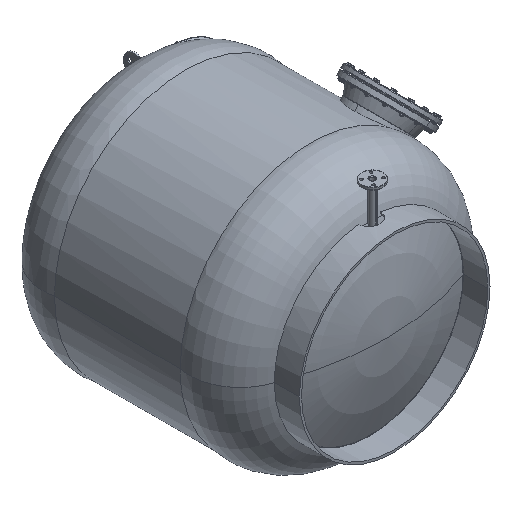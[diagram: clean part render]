
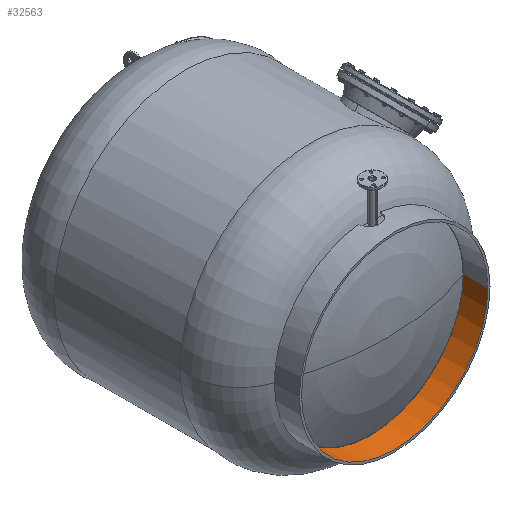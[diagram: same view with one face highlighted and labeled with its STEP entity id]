
A CAD part, isometric view. The second image highlights one B-rep face of the part: STEP entity #32563.
In plain terms, the highlighted cylindrical face has radius 650 mm (diameter 1300 mm), a partial arc.
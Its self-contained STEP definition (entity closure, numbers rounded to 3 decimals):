
#1127 = CARTESIAN_POINT ( 'NONE',  ( 15., 170.5, -665. ) ) ;
#2410 = AXIS2_PLACEMENT_3D ( 'NONE', #22179, #92404, #32916 ) ;
#7205 = LINE ( 'NONE', #14587, #74646 ) ;
#9362 = CARTESIAN_POINT ( 'NONE',  ( 665., 0., -665. ) ) ;
#10467 = DIRECTION ( 'NONE',  ( 0., -1., 0. ) ) ;
#14587 = CARTESIAN_POINT ( 'NONE',  ( 1315., 170.5, -665. ) ) ;
#14598 = ORIENTED_EDGE ( 'NONE', *, *, #93495, .F. ) ;
#15017 = CIRCLE ( 'NONE', #2410, 650. ) ;
#17816 = DIRECTION ( 'NONE',  ( 1., 0., 0. ) ) ;
#22179 = CARTESIAN_POINT ( 'NONE',  ( 665., 170.5, -665. ) ) ;
#23411 = AXIS2_PLACEMENT_3D ( 'NONE', #9362, #10467, #26293 ) ;
#24037 = CYLINDRICAL_SURFACE ( 'NONE', #23411, 650. ) ;
#26293 = DIRECTION ( 'NONE',  ( 1., 0., 0. ) ) ;
#26844 = DIRECTION ( 'NONE',  ( 0., 1., 0. ) ) ;
#27156 = DIRECTION ( 'NONE',  ( 0., -1., 0. ) ) ;
#27306 = VERTEX_POINT ( 'NONE', #107867 ) ;
#31795 = CARTESIAN_POINT ( 'NONE',  ( 15., 170.5, -665. ) ) ;
#31917 = EDGE_CURVE ( 'NONE', #27306, #100575, #75222, .T. ) ;
#32563 = ADVANCED_FACE ( 'NONE', ( #110587 ), #24037, .F. ) ;
#32916 = DIRECTION ( 'NONE',  ( 1., 0., 0. ) ) ;
#33145 = EDGE_CURVE ( 'NONE', #86152, #100575, #37818, .T. ) ;
#37818 = LINE ( 'NONE', #1127, #59738 ) ;
#37952 = CARTESIAN_POINT ( 'NONE',  ( 665., 1., -665. ) ) ;
#41745 = EDGE_CURVE ( 'NONE', #49461, #86152, #15017, .T. ) ;
#49461 = VERTEX_POINT ( 'NONE', #102402 ) ;
#50332 = CARTESIAN_POINT ( 'NONE',  ( 15., 1., -665. ) ) ;
#59087 = AXIS2_PLACEMENT_3D ( 'NONE', #37952, #26844, #17816 ) ;
#59738 = VECTOR ( 'NONE', #27156, 1000. ) ;
#60512 = ORIENTED_EDGE ( 'NONE', *, *, #31917, .F. ) ;
#60993 = EDGE_LOOP ( 'NONE', ( #76677, #78411, #60512, #14598 ) ) ;
#74646 = VECTOR ( 'NONE', #101684, 1000. ) ;
#75222 = CIRCLE ( 'NONE', #59087, 650. ) ;
#76677 = ORIENTED_EDGE ( 'NONE', *, *, #41745, .T. ) ;
#78411 = ORIENTED_EDGE ( 'NONE', *, *, #33145, .T. ) ;
#86152 = VERTEX_POINT ( 'NONE', #31795 ) ;
#92404 = DIRECTION ( 'NONE',  ( 0., 1., 0. ) ) ;
#93495 = EDGE_CURVE ( 'NONE', #49461, #27306, #7205, .T. ) ;
#100575 = VERTEX_POINT ( 'NONE', #50332 ) ;
#101684 = DIRECTION ( 'NONE',  ( 0., -1., 0. ) ) ;
#102402 = CARTESIAN_POINT ( 'NONE',  ( 1315., 170.5, -665. ) ) ;
#107867 = CARTESIAN_POINT ( 'NONE',  ( 1315., 1., -665. ) ) ;
#110587 = FACE_OUTER_BOUND ( 'NONE', #60993, .T. ) ;
